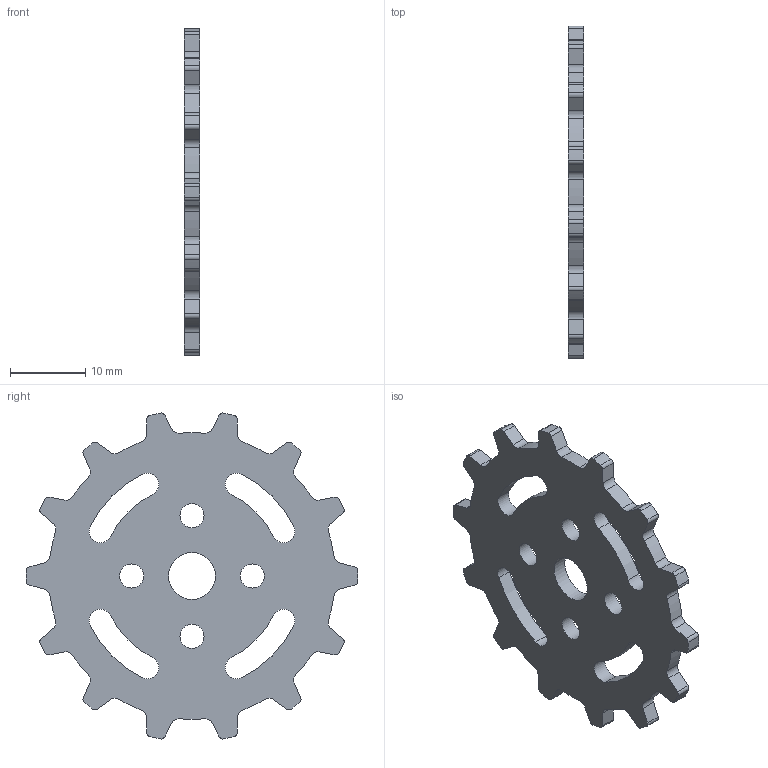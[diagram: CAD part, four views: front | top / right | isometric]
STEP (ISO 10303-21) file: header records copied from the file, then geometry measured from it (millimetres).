
FILE_DESCRIPTION(/* description */ (''),/* implementation_level */ '2;1');
FILE_NAME(/* name */ '主动轮.step',/* time_stamp */ '2022-07-31T11:29:28+08:00',/* author */ (''),/* organization */ (''),/* preprocessor_version */ 'ST-DEVELOPER v19',/* originating_system */ 'Autodesk Translation Framework v11.7.0.108',/* authorisation */ '');
FILE_SCHEMA (('AUTOMOTIVE_DESIGN { 1 0 10303 214 3 1 1 }'));
Length unit declared in the file: millimetre
Products named in the file (1): 主动轮 (1)
Bounding box: 2 x 44 x 43.21 mm (x, y, z)
Volume: 2128.2 mm3; surface area: 2822.5 mm2
Topology: 1 solids, 1 shells, 135 faces, 399 edges, 266 vertices
Faces by surface type: cylinder 105, plane 30
Full cylindrical faces by diameter (mm): 3.2 x4, 6.2 x1
Entity records: 4699 total; most frequent: DIRECTION 881, CARTESIAN_POINT 801, ORIENTED_EDGE 798, EDGE_CURVE 399, AXIS2_PLACEMENT_3D 346, VERTEX_POINT 266, CIRCLE 210, LINE 189
